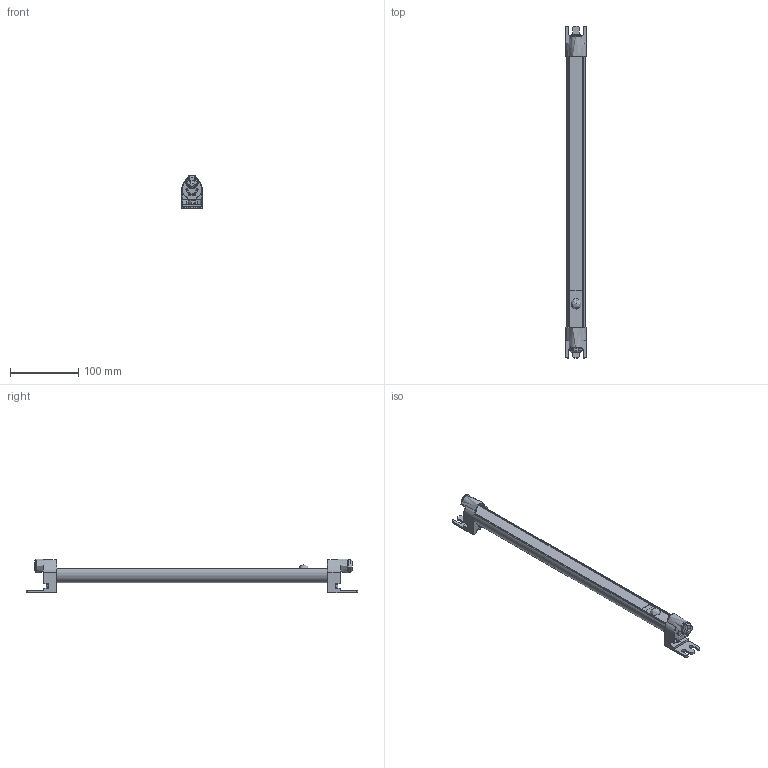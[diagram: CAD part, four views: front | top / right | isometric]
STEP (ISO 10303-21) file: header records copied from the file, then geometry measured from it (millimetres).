
FILE_DESCRIPTION(/* description */ (''),/* implementation_level */ '2;1');
FILE_NAME(/* name */ '01-046-00023-ZSB_LED-08-S-B-M20.stp',/* time_stamp */ '2018-03-13T15:19:58+01:00',/* author */ ('mblecker'),/* organization */ (''),/* preprocessor_version */ 'ST-DEVELOPER v15.6',/* originating_system */ 'Autodesk Inventor 2015',/* authorisation */ '');
FILE_SCHEMA (('AUTOMOTIVE_DESIGN { 1 0 10303 214 3 1 1 }'));
Products named in the file (14): 01-046-00001_Haltewinkel-Magnet_LED_XX-S; NdFeB-M6x8; DIN_6943_M6; NdFeB-MuM6.ipt; ZSB_LED-Sockel_Magnet; 01-046-00007_SP-LED08-S; 01-046-00010_Abdeckung_LED08-S; LED_Platine_230V_360mm; LED-Abdeckung; heyco-1200-1201; Oberteil-151; Unterteil-151; PD-PIR151; 01-046-00023-ZSB_LED-08-S-B-M20
Assembly tree (14 placements, depth 4):
  01-046-00023-ZSB_LED-08-S-B-M20
    ZSB_LED-Sockel_Magnet  x2
      01-046-00001_Haltewinkel-Magnet_LED_XX-S
      NdFeB-MuM6.ipt
        NdFeB-M6x8
        DIN_6943_M6
    01-046-00007_SP-LED08-S
    01-046-00010_Abdeckung_LED08-S
    LED_Platine_230V_360mm
    LED-Abdeckung
    heyco-1200-1201
    PD-PIR151
      Oberteil-151
      Unterteil-151
Bounding box: 30 x 485 x 49.3 mm (x, y, z)
Volume: 105709.5 mm3; surface area: 146058.8 mm2
Topology: 13 solids, 13 shells, 1233 faces, 3055 edges, 2031 vertices
Faces by surface type: plane 1081, cylinder 123, torus 17, cone 8, bspline 2, sphere 2
Full cylindrical faces by diameter (mm): 2.5 x2, 4.5 x2, 6 x4, 13 x3, 14 x2, 14.2 x2, 15 x1, 16 x2, 17.5 x2, 20 x2
Entity records: 34046 total; most frequent: CARTESIAN_POINT 6092, ORIENTED_EDGE 5488, DIRECTION 5200, EDGE_CURVE 2744, LINE 2526, VECTOR 2526, VERTEX_POINT 1837, EDGE_LOOP 1341
